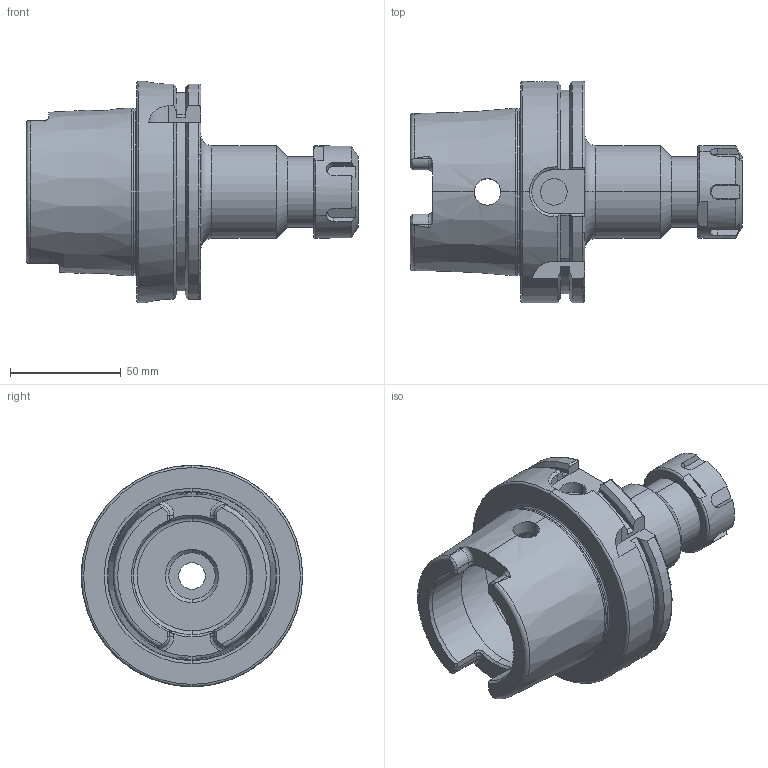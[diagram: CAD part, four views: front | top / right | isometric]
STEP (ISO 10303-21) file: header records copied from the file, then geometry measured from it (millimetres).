
FILE_DESCRIPTION (( 'STEP AP203' ), '1' );
FILE_NAME ('91100A-ER8 25100.STEP', '2015-09-05T09:17:32', ( '' ), ( '' ), 'SwSTEP 2.0', 'SolidWorks 2009', '' );
FILE_SCHEMA (( 'CONFIG_CONTROL_DESIGN' ));
Length unit declared in the file: millimetre
Products named in the file (3): HSKA100 CCH ER25 100 WW; 91100A-ER8 25100; FTNUTER25
Assembly tree (2 placements, depth 2):
  91100A-ER8 25100
    HSKA100 CCH ER25 100 WW
    FTNUTER25
Bounding box: 150 x 100 x 100 mm (x, y, z)
Volume: 321122.8 mm3; surface area: 65815.7 mm2
Topology: 2 solids, 2 shells, 234 faces, 584 edges, 361 vertices
Faces by surface type: plane 81, cylinder 62, cone 45, torus 36, bspline 10
Entity records: 8755 total; most frequent: CARTESIAN_POINT 3009, ORIENTED_EDGE 1164, DIRECTION 1125, EDGE_CURVE 582, AXIS2_PLACEMENT_3D 456, VERTEX_POINT 361, EDGE_LOOP 251, ADVANCED_FACE 234
